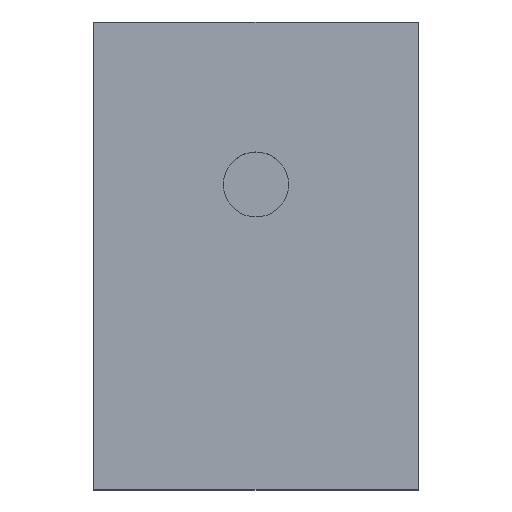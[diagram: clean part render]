
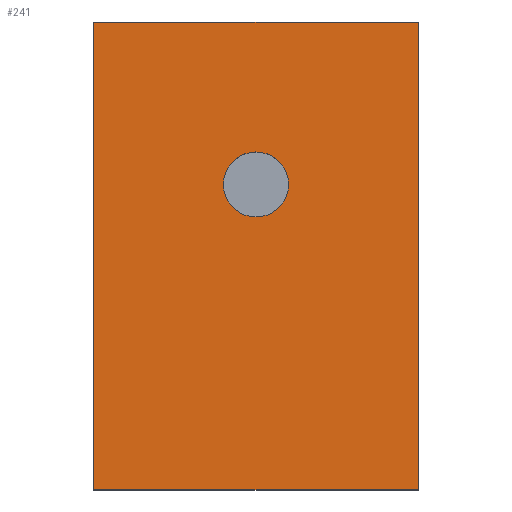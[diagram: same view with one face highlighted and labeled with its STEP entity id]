
A CAD part, top view. The second image highlights one B-rep face of the part: STEP entity #241.
In plain terms, the highlighted planar face has unit normal (0, 0, 1).
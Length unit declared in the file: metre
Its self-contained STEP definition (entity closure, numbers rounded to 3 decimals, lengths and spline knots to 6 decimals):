
#26=CIRCLE('',#287,0.0005);
#56=ORIENTED_EDGE('',*,*,#98,.T.);
#57=ORIENTED_EDGE('',*,*,#99,.F.);
#58=ORIENTED_EDGE('',*,*,#100,.F.);
#59=ORIENTED_EDGE('',*,*,#101,.F.);
#60=ORIENTED_EDGE('',*,*,#102,.F.);
#98=EDGE_CURVE('',#122,#122,#26,.T.);
#99=EDGE_CURVE('',#123,#124,#144,.T.);
#100=EDGE_CURVE('',#125,#123,#145,.T.);
#101=EDGE_CURVE('',#126,#125,#146,.T.);
#102=EDGE_CURVE('',#124,#126,#147,.T.);
#122=VERTEX_POINT('',#400);
#123=VERTEX_POINT('',#402);
#124=VERTEX_POINT('',#403);
#125=VERTEX_POINT('',#405);
#126=VERTEX_POINT('',#407);
#144=LINE('',#401,#168);
#145=LINE('',#404,#169);
#146=LINE('',#406,#170);
#147=LINE('',#408,#171);
#168=VECTOR('',#336,1.);
#169=VECTOR('',#337,1.);
#170=VECTOR('',#338,1.);
#171=VECTOR('',#339,1.);
#190=EDGE_LOOP('',(#56));
#191=EDGE_LOOP('',(#57,#58,#59,#60));
#210=FACE_BOUND('',#190,.T.);
#211=FACE_BOUND('',#191,.T.);
#227=PLANE('',#286);
#241=ADVANCED_FACE('',(#210,#211),#227,.T.);
#286=AXIS2_PLACEMENT_3D('',#398,#332,#333);
#287=AXIS2_PLACEMENT_3D('',#399,#334,#335);
#332=DIRECTION('',(0.,0.,1.));
#333=DIRECTION('',(1.,0.,0.));
#334=DIRECTION('',(0.,0.,-1.));
#335=DIRECTION('',(1.,0.,0.));
#336=DIRECTION('',(0.,-1.,0.));
#337=DIRECTION('',(1.,0.,0.));
#338=DIRECTION('',(0.,1.,0.));
#339=DIRECTION('',(-1.,0.,0.));
#398=CARTESIAN_POINT('',(0.,-0.0011,0.));
#399=CARTESIAN_POINT('',(0.,0.,0.));
#400=CARTESIAN_POINT('',(0.0005,0.,0.));
#401=CARTESIAN_POINT('',(0.0025,0.,0.));
#402=CARTESIAN_POINT('',(0.0025,0.0025,0.));
#403=CARTESIAN_POINT('',(0.0025,-0.0047,0.));
#404=CARTESIAN_POINT('',(-0.0025,0.0025,0.));
#405=CARTESIAN_POINT('',(-0.0025,0.0025,0.));
#406=CARTESIAN_POINT('',(-0.0025,0.,0.));
#407=CARTESIAN_POINT('',(-0.0025,-0.0047,0.));
#408=CARTESIAN_POINT('',(0.0025,-0.0047,0.));
